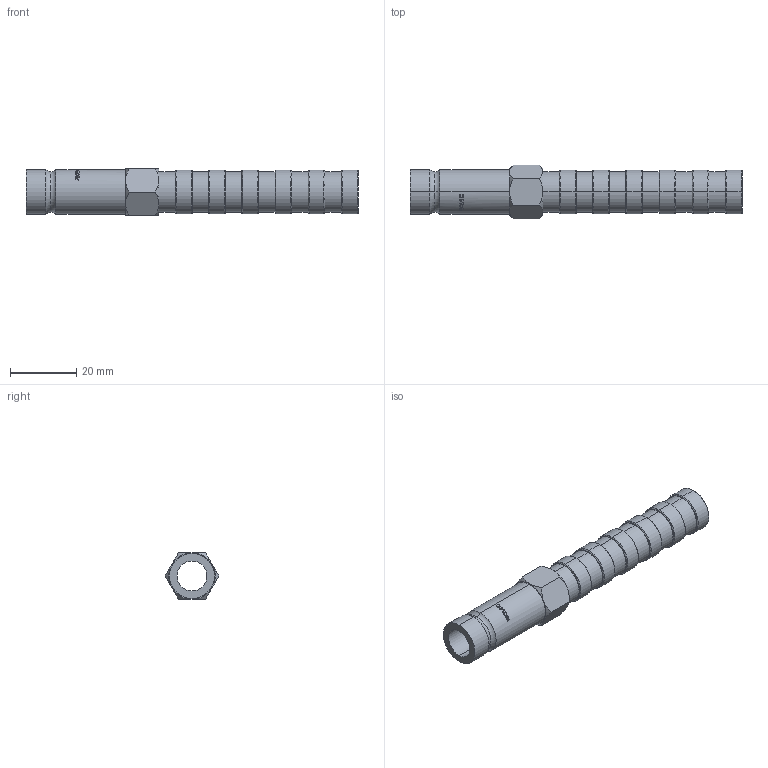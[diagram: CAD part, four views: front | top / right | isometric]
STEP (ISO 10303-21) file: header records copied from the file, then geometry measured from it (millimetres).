
FILE_DESCRIPTION (( 'STEP AP203' ), '1' );
FILE_NAME ('7b24.STEP', '2022-09-21T13:36:42', ( '' ), ( '' ), 'SwSTEP 2.0', 'SolidWorks 2019', '' );
FILE_SCHEMA (( 'CONFIG_CONTROL_DESIGN' ));
Length unit declared in the file: millimetre
Products named in the file (1): 7b24
Bounding box: 100 x 16.17 x 14 mm (x, y, z)
Volume: 7107.5 mm3; surface area: 7340.5 mm2
Topology: 1 solids, 1 shells, 174 faces, 408 edges, 258 vertices
Faces by surface type: bspline 74, cylinder 39, cone 36, plane 21, torus 4
Entity records: 8372 total; most frequent: CARTESIAN_POINT 4928, ORIENTED_EDGE 816, DIRECTION 466, EDGE_CURVE 408, VERTEX_POINT 258, B_SPLINE_CURVE_WITH_KNOTS 246, AXIS2_PLACEMENT_3D 203, EDGE_LOOP 198
